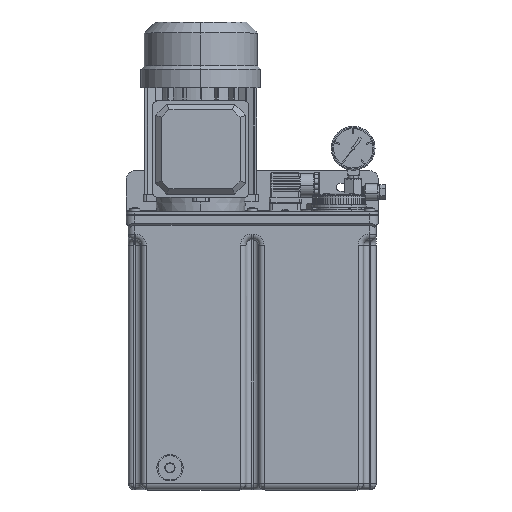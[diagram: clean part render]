
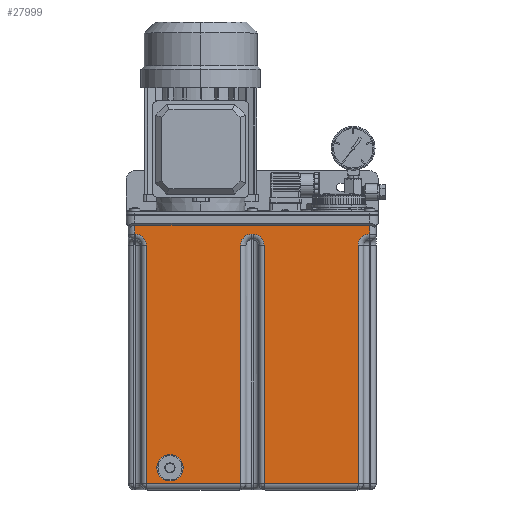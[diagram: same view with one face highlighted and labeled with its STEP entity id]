
A CAD part, top view. The second image highlights one B-rep face of the part: STEP entity #27999.
In plain terms, the highlighted planar face has unit normal (0, 0, 1).
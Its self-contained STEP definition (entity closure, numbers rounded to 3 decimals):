
#739 = FACE_OUTER_BOUND ( 'NONE', #34909, .T. ) ;
#759 = FACE_BOUND ( 'NONE', #34898, .T. ) ;
#763 = PLANE ( 'NONE',  #1031 ) ;
#784 = CARTESIAN_POINT ( 'NONE',  ( -113., 241., 63. ) ) ;
#786 = DIRECTION ( 'NONE',  ( 0., 0., -1. ) ) ;
#787 = DIRECTION ( 'NONE',  ( -1., 0., 0. ) ) ;
#1031 = AXIS2_PLACEMENT_3D ( 'NONE', #784, #786, #787 ) ;
#6152 = VECTOR ( 'NONE', #9423, 1000. ) ;
#6172 = CIRCLE ( 'NONE', #6175, 12. ) ;
#6175 = AXIS2_PLACEMENT_3D ( 'NONE', #9456, #9457, #9458 ) ;
#6182 = CIRCLE ( 'NONE', #6191, 10. ) ;
#6191 = AXIS2_PLACEMENT_3D ( 'NONE', #9498, #9499, #9500 ) ;
#6193 = VECTOR ( 'NONE', #9509, 1000. ) ;
#6202 = VECTOR ( 'NONE', #9535, 1000. ) ;
#6208 = CIRCLE ( 'NONE', #6210, 10. ) ;
#6210 = AXIS2_PLACEMENT_3D ( 'NONE', #9553, #9554, #9555 ) ;
#6227 = VECTOR ( 'NONE', #9610, 1000. ) ;
#6234 = VECTOR ( 'NONE', #9643, 1000. ) ;
#6238 = CIRCLE ( 'NONE', #6240, 10. ) ;
#6240 = AXIS2_PLACEMENT_3D ( 'NONE', #9623, #9624, #9625 ) ;
#6243 = VECTOR ( 'NONE', #9640, 1000. ) ;
#6245 = VECTOR ( 'NONE', #9649, 1000. ) ;
#6246 = VECTOR ( 'NONE', #9652, 1000. ) ;
#6247 = VECTOR ( 'NONE', #9655, 1000. ) ;
#6269 = CIRCLE ( 'NONE', #6272, 10. ) ;
#6272 = AXIS2_PLACEMENT_3D ( 'NONE', #9711, #9712, #9713 ) ;
#8467 = CARTESIAN_POINT ( 'NONE',  ( -63., 20., 63. ) ) ;
#8477 = CARTESIAN_POINT ( 'NONE',  ( -87., 20., 63. ) ) ;
#8497 = CARTESIAN_POINT ( 'NONE',  ( -10.75, 223., 63. ) ) ;
#8503 = CARTESIAN_POINT ( 'NONE',  ( -0.75, 233., 63. ) ) ;
#8509 = CARTESIAN_POINT ( 'NONE',  ( -107., 233., 63. ) ) ;
#8513 = CARTESIAN_POINT ( 'NONE',  ( -106.5, 233., 63. ) ) ;
#8519 = CARTESIAN_POINT ( 'NONE',  ( 96.5, 223., 63. ) ) ;
#8521 = CARTESIAN_POINT ( 'NONE',  ( -10.75, 6., 63. ) ) ;
#8526 = CARTESIAN_POINT ( 'NONE',  ( 96.5, 6., 63. ) ) ;
#8532 = CARTESIAN_POINT ( 'NONE',  ( 107., 233., 63. ) ) ;
#8537 = CARTESIAN_POINT ( 'NONE',  ( -96.5, 6., 63. ) ) ;
#8552 = CARTESIAN_POINT ( 'NONE',  ( 10.75, 6., 63. ) ) ;
#8559 = CARTESIAN_POINT ( 'NONE',  ( -96.5, 223., 63. ) ) ;
#8566 = CARTESIAN_POINT ( 'NONE',  ( -107., 241., 63. ) ) ;
#8590 = CARTESIAN_POINT ( 'NONE',  ( 0.75, 233., 63. ) ) ;
#8608 = CARTESIAN_POINT ( 'NONE',  ( 10.75, 223., 63. ) ) ;
#8613 = CARTESIAN_POINT ( 'NONE',  ( 106.5, 233., 63. ) ) ;
#8615 = CARTESIAN_POINT ( 'NONE',  ( 107., 241., 63. ) ) ;
#9420 = LINE ( 'NONE', #9422, #6152 ) ;
#9422 = CARTESIAN_POINT ( 'NONE',  ( -113., 6., 63. ) ) ;
#9423 = DIRECTION ( 'NONE',  ( 1., 0., 0. ) ) ;
#9456 = CARTESIAN_POINT ( 'NONE',  ( -75., 20., 63. ) ) ;
#9457 = DIRECTION ( 'NONE',  ( 0., 0., 1. ) ) ;
#9458 = DIRECTION ( 'NONE',  ( 1., 0., 0. ) ) ;
#9498 = CARTESIAN_POINT ( 'NONE',  ( -106.5, 223., 63. ) ) ;
#9499 = DIRECTION ( 'NONE',  ( 0., 0., 1. ) ) ;
#9500 = DIRECTION ( 'NONE',  ( -1., 0., 0. ) ) ;
#9503 = LINE ( 'NONE', #9504, #6193 ) ;
#9504 = CARTESIAN_POINT ( 'NONE',  ( -113., 233., 63. ) ) ;
#9509 = DIRECTION ( 'NONE',  ( 1., 0., 0. ) ) ;
#9525 = CARTESIAN_POINT ( 'NONE',  ( 107., 241., 63. ) ) ;
#9529 = LINE ( 'NONE', #9525, #6202 ) ;
#9535 = DIRECTION ( 'NONE',  ( 0., 1., 0. ) ) ;
#9553 = CARTESIAN_POINT ( 'NONE',  ( 0.75, 223., 63. ) ) ;
#9554 = DIRECTION ( 'NONE',  ( 0., 0., 1. ) ) ;
#9555 = DIRECTION ( 'NONE',  ( -1., 0., 0. ) ) ;
#9601 = CARTESIAN_POINT ( 'NONE',  ( 96.5, 241., 63. ) ) ;
#9606 = LINE ( 'NONE', #9601, #6227 ) ;
#9610 = DIRECTION ( 'NONE',  ( 0., 1., 0. ) ) ;
#9623 = CARTESIAN_POINT ( 'NONE',  ( -0.75, 223., 63. ) ) ;
#9624 = DIRECTION ( 'NONE',  ( 0., 0., 1. ) ) ;
#9625 = DIRECTION ( 'NONE',  ( -1., 0., 0. ) ) ;
#9635 = LINE ( 'NONE', #9639, #6243 ) ;
#9639 = CARTESIAN_POINT ( 'NONE',  ( 10.75, 241., 63. ) ) ;
#9640 = DIRECTION ( 'NONE',  ( 0., -1., 0. ) ) ;
#9641 = LINE ( 'NONE', #9642, #6234 ) ;
#9642 = CARTESIAN_POINT ( 'NONE',  ( -107., 241., 63. ) ) ;
#9643 = DIRECTION ( 'NONE',  ( 0., -1., 0. ) ) ;
#9647 = LINE ( 'NONE', #9648, #6245 ) ;
#9648 = CARTESIAN_POINT ( 'NONE',  ( -96.5, 241., 63. ) ) ;
#9649 = DIRECTION ( 'NONE',  ( 0., -1., 0. ) ) ;
#9650 = LINE ( 'NONE', #9651, #6246 ) ;
#9651 = CARTESIAN_POINT ( 'NONE',  ( -113., 241., 63. ) ) ;
#9652 = DIRECTION ( 'NONE',  ( 1., 0., 0. ) ) ;
#9653 = LINE ( 'NONE', #9654, #6247 ) ;
#9654 = CARTESIAN_POINT ( 'NONE',  ( 5.75, 233., 63. ) ) ;
#9655 = DIRECTION ( 'NONE',  ( 1., 0., 0. ) ) ;
#9711 = CARTESIAN_POINT ( 'NONE',  ( 106.5, 223., 63. ) ) ;
#9712 = DIRECTION ( 'NONE',  ( 0., 0., 1. ) ) ;
#9713 = DIRECTION ( 'NONE',  ( -1., 0., 0. ) ) ;
#10258 = LINE ( 'NONE', #10259, #10970 ) ;
#10259 = CARTESIAN_POINT ( 'NONE',  ( -113., 233., 63. ) ) ;
#10267 = CARTESIAN_POINT ( 'NONE',  ( -75., 20., 63. ) ) ;
#10268 = DIRECTION ( 'NONE',  ( 0., 0., 1. ) ) ;
#10269 = DIRECTION ( 'NONE',  ( 1., 0., 0. ) ) ;
#10270 = DIRECTION ( 'NONE',  ( 1., 0., 0. ) ) ;
#10360 = LINE ( 'NONE', #10361, #11012 ) ;
#10361 = CARTESIAN_POINT ( 'NONE',  ( -113., 6., 63. ) ) ;
#10362 = DIRECTION ( 'NONE',  ( 1., 0., 0. ) ) ;
#10384 = LINE ( 'NONE', #10385, #11021 ) ;
#10385 = CARTESIAN_POINT ( 'NONE',  ( -10.75, 241., 63. ) ) ;
#10386 = DIRECTION ( 'NONE',  ( 0., 1., 0. ) ) ;
#10969 = CIRCLE ( 'NONE', #10971, 12. ) ;
#10970 = VECTOR ( 'NONE', #10270, 1000. ) ;
#10971 = AXIS2_PLACEMENT_3D ( 'NONE', #10267, #10268, #10269 ) ;
#11012 = VECTOR ( 'NONE', #10362, 1000. ) ;
#11021 = VECTOR ( 'NONE', #10386, 1000. ) ;
#25910 = ORIENTED_EDGE ( 'NONE', *, *, #31378, .F. ) ;
#25911 = ORIENTED_EDGE ( 'NONE', *, *, #31310, .T. ) ;
#26147 = ORIENTED_EDGE ( 'NONE', *, *, #31637, .T. ) ;
#26148 = ORIENTED_EDGE ( 'NONE', *, *, #31649, .T. ) ;
#26149 = ORIENTED_EDGE ( 'NONE', *, *, #31359, .F. ) ;
#26160 = ORIENTED_EDGE ( 'NONE', *, *, #31263, .F. ) ;
#26161 = ORIENTED_EDGE ( 'NONE', *, *, #31580, .F. ) ;
#26165 = ORIENTED_EDGE ( 'NONE', *, *, #31581, .T. ) ;
#26173 = ORIENTED_EDGE ( 'NONE', *, *, #31377, .T. ) ;
#26174 = ORIENTED_EDGE ( 'NONE', *, *, #31288, .F. ) ;
#26175 = ORIENTED_EDGE ( 'NONE', *, *, #31292, .T. ) ;
#26176 = ORIENTED_EDGE ( 'NONE', *, *, #31372, .T. ) ;
#26180 = ORIENTED_EDGE ( 'NONE', *, *, #31411, .F. ) ;
#26181 = ORIENTED_EDGE ( 'NONE', *, *, #31352, .T. ) ;
#26182 = ORIENTED_EDGE ( 'NONE', *, *, #31244, .T. ) ;
#26183 = ORIENTED_EDGE ( 'NONE', *, *, #31370, .T. ) ;
#26184 = ORIENTED_EDGE ( 'NONE', *, *, #31320, .F. ) ;
#26185 = ORIENTED_EDGE ( 'NONE', *, *, #31379, .T. ) ;
#27999 = ADVANCED_FACE ( 'NONE', ( #759, #739 ), #763, .F. ) ;
#30034 = VERTEX_POINT ( 'NONE', #8467 ) ;
#30053 = VERTEX_POINT ( 'NONE', #8477 ) ;
#30090 = VERTEX_POINT ( 'NONE', #8497 ) ;
#30101 = VERTEX_POINT ( 'NONE', #8503 ) ;
#30112 = VERTEX_POINT ( 'NONE', #8509 ) ;
#30120 = VERTEX_POINT ( 'NONE', #8513 ) ;
#30131 = VERTEX_POINT ( 'NONE', #8519 ) ;
#30134 = VERTEX_POINT ( 'NONE', #8521 ) ;
#30144 = VERTEX_POINT ( 'NONE', #8526 ) ;
#30155 = VERTEX_POINT ( 'NONE', #8532 ) ;
#30164 = VERTEX_POINT ( 'NONE', #8537 ) ;
#30192 = VERTEX_POINT ( 'NONE', #8552 ) ;
#30205 = VERTEX_POINT ( 'NONE', #8559 ) ;
#30218 = VERTEX_POINT ( 'NONE', #8566 ) ;
#30263 = VERTEX_POINT ( 'NONE', #8590 ) ;
#30296 = VERTEX_POINT ( 'NONE', #8608 ) ;
#30305 = VERTEX_POINT ( 'NONE', #8613 ) ;
#30309 = VERTEX_POINT ( 'NONE', #8615 ) ;
#31244 = EDGE_CURVE ( 'NONE', #30192, #30144, #9420, .T. ) ;
#31263 = EDGE_CURVE ( 'NONE', #30053, #30034, #6172, .T. ) ;
#31288 = EDGE_CURVE ( 'NONE', #30205, #30120, #6182, .T. ) ;
#31292 = EDGE_CURVE ( 'NONE', #30112, #30120, #9503, .T. ) ;
#31310 = EDGE_CURVE ( 'NONE', #30155, #30309, #9529, .T. ) ;
#31320 = EDGE_CURVE ( 'NONE', #30296, #30263, #6208, .T. ) ;
#31352 = EDGE_CURVE ( 'NONE', #30144, #30131, #9606, .T. ) ;
#31359 = EDGE_CURVE ( 'NONE', #30101, #30090, #6238, .T. ) ;
#31370 = EDGE_CURVE ( 'NONE', #30296, #30192, #9635, .T. ) ;
#31372 = EDGE_CURVE ( 'NONE', #30218, #30112, #9641, .T. ) ;
#31377 = EDGE_CURVE ( 'NONE', #30205, #30164, #9647, .T. ) ;
#31378 = EDGE_CURVE ( 'NONE', #30218, #30309, #9650, .T. ) ;
#31379 = EDGE_CURVE ( 'NONE', #30101, #30263, #9653, .T. ) ;
#31411 = EDGE_CURVE ( 'NONE', #30305, #30131, #6269, .T. ) ;
#31580 = EDGE_CURVE ( 'NONE', #30034, #30053, #10969, .T. ) ;
#31581 = EDGE_CURVE ( 'NONE', #30305, #30155, #10258, .T. ) ;
#31637 = EDGE_CURVE ( 'NONE', #30164, #30134, #10360, .T. ) ;
#31649 = EDGE_CURVE ( 'NONE', #30134, #30090, #10384, .T. ) ;
#34898 = EDGE_LOOP ( 'NONE', ( #26161, #26160 ) ) ;
#34909 = EDGE_LOOP ( 'NONE', ( #26165, #25911, #25910, #26176, #26175, #26174, #26173, #26147, #26148, #26149, #26185, #26184, #26183, #26182, #26181, #26180 ) ) ;
